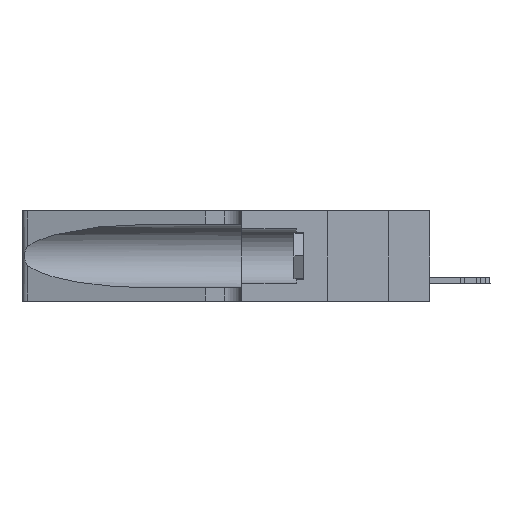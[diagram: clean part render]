
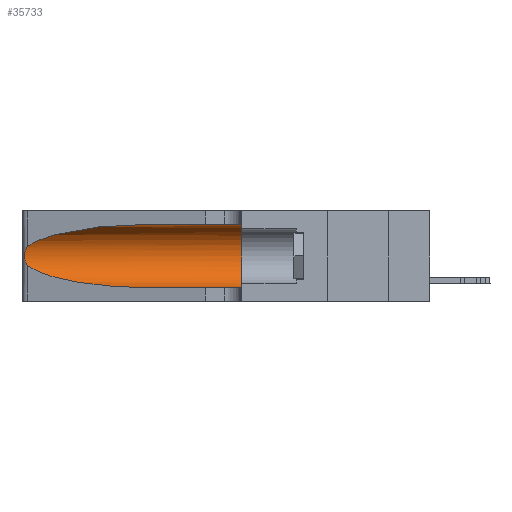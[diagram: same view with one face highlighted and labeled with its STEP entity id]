
A CAD part, left-side view. The second image highlights one B-rep face of the part: STEP entity #35733.
In plain terms, the highlighted cylindrical face has radius 3.308 mm (diameter 6.617 mm), a partial arc.
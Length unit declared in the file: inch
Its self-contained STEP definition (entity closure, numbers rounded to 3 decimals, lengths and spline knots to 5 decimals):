
#26 = ORIENTED_EDGE ( 'NONE', *, *, #19203, .T. ) ;
#1517 = VERTEX_POINT ( 'NONE', #25887 ) ;
#2581 = ORIENTED_EDGE ( 'NONE', *, *, #13888, .T. ) ;
#2659 = CARTESIAN_POINT ( 'NONE',  ( 0.25789, 1.23486, 0.15765 ) ) ;
#3419 =( BOUNDED_CURVE ( )  B_SPLINE_CURVE ( 3, ( #15701, #38412, #22025, #32046 ),
 .UNSPECIFIED., .F., .T. ) 
 B_SPLINE_CURVE_WITH_KNOTS ( ( 4, 4 ),
 ( 3.44316, 4.71239 ),
 .UNSPECIFIED. ) 
 CURVE ( )  GEOMETRIC_REPRESENTATION_ITEM ( )  RATIONAL_B_SPLINE_CURVE ( ( 1., 0.87, 0.87, 1. ) ) 
 REPRESENTATION_ITEM ( '' )  );
#5241 = LINE ( 'NONE', #17177, #29967 ) ;
#5599 = CARTESIAN_POINT ( 'NONE',  ( 0.25639, 1.23186, 0.15144 ) ) ;
#5606 = CARTESIAN_POINT ( 'NONE',  ( 0.1305, 0.35, 0.31525 ) ) ;
#5767 = DIRECTION ( 'NONE',  ( 0., -1., 0. ) ) ;
#6705 = ORIENTED_EDGE ( 'NONE', *, *, #21385, .T. ) ;
#7332 = EDGE_CURVE ( 'NONE', #1517, #33739, #3419, .T. ) ;
#8010 = EDGE_LOOP ( 'NONE', ( #6705, #26, #25705, #2581, #23807, #10277 ) ) ;
#9003 = CARTESIAN_POINT ( 'NONE',  ( 0.26075, 1.23896, 0.19203 ) ) ;
#9283 = CARTESIAN_POINT ( 'NONE',  ( 0.25555, 1.22994, 0.2215 ) ) ;
#9884 = VERTEX_POINT ( 'NONE', #31435 ) ;
#10277 = ORIENTED_EDGE ( 'NONE', *, *, #31767, .F. ) ;
#10964 = CARTESIAN_POINT ( 'NONE',  ( 0.1305, 0.72297, 0.31525 ) ) ;
#12082 = CARTESIAN_POINT ( 'NONE',  ( 0.1305, 0.72297, 0.05475 ) ) ;
#12181 = VECTOR ( 'NONE', #5767, 39.37008 ) ;
#12250 = CARTESIAN_POINT ( 'NONE',  ( 0.25487, 1.22718, 0.22369 ) ) ;
#12580 = FACE_OUTER_BOUND ( 'NONE', #8010, .T. ) ;
#12671 = CARTESIAN_POINT ( 'NONE',  ( 0.26018, 1.23835, 0.19895 ) ) ;
#13888 = EDGE_CURVE ( 'NONE', #33739, #9884, #29779, .T. ) ;
#14403 = EDGE_CURVE ( 'NONE', #34936, #9884, #37350, .T. ) ;
#15701 = CARTESIAN_POINT ( 'NONE',  ( 0.25487, 1.22718, 0.14631 ) ) ;
#15932 = CARTESIAN_POINT ( 'NONE',  ( 0.25856, 1.23593, 0.16098 ) ) ;
#16314 = DIRECTION ( 'NONE',  ( 0., -1., 0. ) ) ;
#16595 =( BOUNDED_CURVE ( )  B_SPLINE_CURVE ( 3, ( #10964, #36969, #33302, #40069 ),
 .UNSPECIFIED., .F., .F. ) 
 B_SPLINE_CURVE_WITH_KNOTS ( ( 4, 4 ),
 ( 1.5708, 2.84003 ),
 .UNSPECIFIED. ) 
 CURVE ( )  GEOMETRIC_REPRESENTATION_ITEM ( )  RATIONAL_B_SPLINE_CURVE ( ( 1., 0.87, 0.87, 1. ) ) 
 REPRESENTATION_ITEM ( '' )  );
#17177 = CARTESIAN_POINT ( 'NONE',  ( 0.1305, 1.61858, 0.31525 ) ) ;
#18758 = CARTESIAN_POINT ( 'NONE',  ( 0.1305, 1.61858, 0.05475 ) ) ;
#19203 = EDGE_CURVE ( 'NONE', #31333, #1517, #27179, .T. ) ;
#19539 = CARTESIAN_POINT ( 'NONE',  ( 0.1305, 1.61858, 0.185 ) ) ;
#20236 = DIRECTION ( 'NONE',  ( 0., 0., 1. ) ) ;
#21385 = EDGE_CURVE ( 'NONE', #35369, #31333, #16595, .T. ) ;
#21978 = CARTESIAN_POINT ( 'NONE',  ( 0.26017, 1.23833, 0.17102 ) ) ;
#22025 = CARTESIAN_POINT ( 'NONE',  ( 0.18966, 0.96281, 0.05475 ) ) ;
#23807 = ORIENTED_EDGE ( 'NONE', *, *, #14403, .F. ) ;
#24715 = CARTESIAN_POINT ( 'NONE',  ( 0.25487, 1.22718, 0.22369 ) ) ;
#25519 = CARTESIAN_POINT ( 'NONE',  ( 0.25639, 1.23184, 0.21858 ) ) ;
#25705 = ORIENTED_EDGE ( 'NONE', *, *, #7332, .T. ) ;
#25887 = CARTESIAN_POINT ( 'NONE',  ( 0.25487, 1.22718, 0.14631 ) ) ;
#26621 = DIRECTION ( 'NONE',  ( 0., -1., 0. ) ) ;
#27179 = B_SPLINE_CURVE_WITH_KNOTS ( 'NONE', 3,
 ( #12250, #9283, #25519, #31712, #28318, #12671, #9003, #35282, #21978, #15932, #2659, #5599, #35141, #31855 ),
 .UNSPECIFIED., .F., .F.,
 ( 4, 2, 2, 2, 2, 2, 4 ),
 ( 0., 0.00027, 0.00053, 0.00107, 0.0016, 0.00187, 0.00214 ),
 .UNSPECIFIED. ) ;
#28318 = CARTESIAN_POINT ( 'NONE',  ( 0.25854, 1.2359, 0.20912 ) ) ;
#29779 = LINE ( 'NONE', #18758, #12181 ) ;
#29967 = VECTOR ( 'NONE', #26621, 39.37008 ) ;
#30086 = CARTESIAN_POINT ( 'NONE',  ( 0.1305, 0.72297, 0.31525 ) ) ;
#30838 = AXIS2_PLACEMENT_3D ( 'NONE', #19539, #16314, #35663 ) ;
#31333 = VERTEX_POINT ( 'NONE', #24715 ) ;
#31435 = CARTESIAN_POINT ( 'NONE',  ( 0.1305, 0.35, 0.05475 ) ) ;
#31712 = CARTESIAN_POINT ( 'NONE',  ( 0.25787, 1.23484, 0.2124 ) ) ;
#31767 = EDGE_CURVE ( 'NONE', #35369, #34936, #5241, .T. ) ;
#31855 = CARTESIAN_POINT ( 'NONE',  ( 0.25487, 1.22718, 0.14631 ) ) ;
#32046 = CARTESIAN_POINT ( 'NONE',  ( 0.1305, 0.72297, 0.05475 ) ) ;
#33110 = CARTESIAN_POINT ( 'NONE',  ( 0.1305, 0.35, 0.185 ) ) ;
#33302 = CARTESIAN_POINT ( 'NONE',  ( 0.2373, 1.15595, 0.28018 ) ) ;
#33677 = AXIS2_PLACEMENT_3D ( 'NONE', #33110, #36329, #20236 ) ;
#33739 = VERTEX_POINT ( 'NONE', #12082 ) ;
#34936 = VERTEX_POINT ( 'NONE', #5606 ) ;
#35141 = CARTESIAN_POINT ( 'NONE',  ( 0.25555, 1.22993, 0.14849 ) ) ;
#35282 = CARTESIAN_POINT ( 'NONE',  ( 0.26075, 1.23896, 0.178 ) ) ;
#35369 = VERTEX_POINT ( 'NONE', #30086 ) ;
#35663 = DIRECTION ( 'NONE',  ( 0., 0., -1. ) ) ;
#35733 = ADVANCED_FACE ( 'NONE', ( #12580 ), #36264, .F. ) ;
#36264 = CYLINDRICAL_SURFACE ( 'NONE', #30838, 0.13025 ) ;
#36329 = DIRECTION ( 'NONE',  ( 0., 1., 0. ) ) ;
#36969 = CARTESIAN_POINT ( 'NONE',  ( 0.18966, 0.96281, 0.31525 ) ) ;
#37350 = CIRCLE ( 'NONE', #33677, 0.13025 ) ;
#38412 = CARTESIAN_POINT ( 'NONE',  ( 0.2373, 1.15595, 0.08982 ) ) ;
#40069 = CARTESIAN_POINT ( 'NONE',  ( 0.25487, 1.22718, 0.22369 ) ) ;
